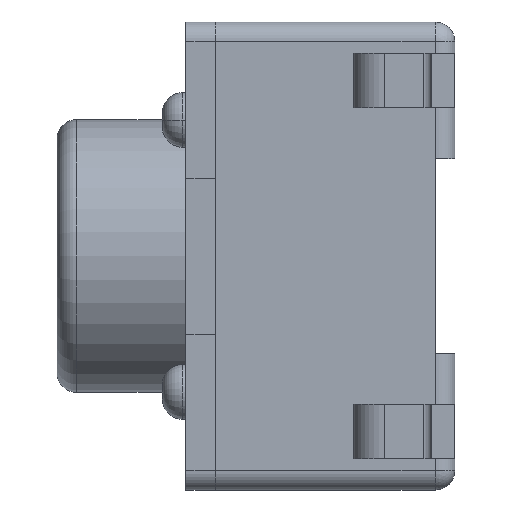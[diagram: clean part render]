
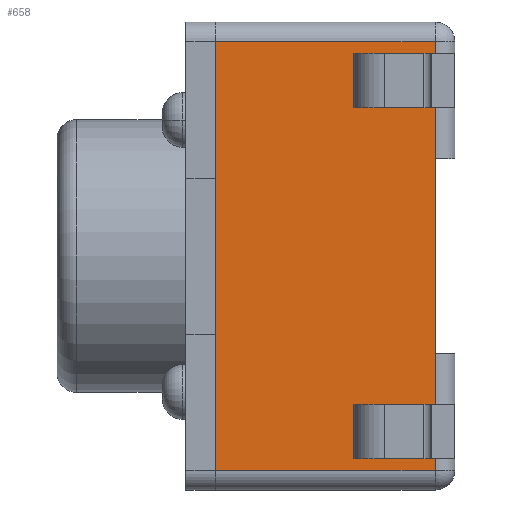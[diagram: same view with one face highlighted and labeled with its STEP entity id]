
A CAD part, left-side view. The second image highlights one B-rep face of the part: STEP entity #658.
In plain terms, the highlighted planar face has unit normal (-1, 0, 0).
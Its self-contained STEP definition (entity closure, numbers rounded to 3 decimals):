
#152 = VERTEX_POINT ( 'NONE', #854 ) ;
#227 = DIRECTION ( 'NONE',  ( 0., 1., 0. ) ) ;
#236 = AXIS2_PLACEMENT_3D ( 'NONE', #2644, #4362, #1318 ) ;
#330 = CARTESIAN_POINT ( 'NONE',  ( -3., 0.254, 1.25 ) ) ;
#459 = ORIENTED_EDGE ( 'NONE', *, *, #2809, .T. ) ;
#464 = LINE ( 'NONE', #3518, #3594 ) ;
#565 = CARTESIAN_POINT ( 'NONE',  ( -3., 0.254, 3. ) ) ;
#647 = CARTESIAN_POINT ( 'NONE',  ( -3., 0.254, -1.25 ) ) ;
#658 = ADVANCED_FACE ( 'NONE', ( #3071 ), #3364, .F. ) ;
#835 = VECTOR ( 'NONE', #2618, 1000. ) ;
#854 = CARTESIAN_POINT ( 'NONE',  ( -3., 0.254, -2.746 ) ) ;
#901 = CARTESIAN_POINT ( 'NONE',  ( -3., 0.254, 3. ) ) ;
#1014 = ORIENTED_EDGE ( 'NONE', *, *, #2234, .F. ) ;
#1118 = DIRECTION ( 'NONE',  ( 0., 0., 1. ) ) ;
#1276 = CARTESIAN_POINT ( 'NONE',  ( -3., 3.069, 2.746 ) ) ;
#1318 = DIRECTION ( 'NONE',  ( 0., 0., -1. ) ) ;
#1321 = LINE ( 'NONE', #2018, #2154 ) ;
#1365 = VECTOR ( 'NONE', #3559, 1000. ) ;
#1466 = ORIENTED_EDGE ( 'NONE', *, *, #2394, .T. ) ;
#1541 = CARTESIAN_POINT ( 'NONE',  ( -3., 0.254, 3. ) ) ;
#1678 = LINE ( 'NONE', #2918, #3904 ) ;
#1939 = DIRECTION ( 'NONE',  ( 0., 0., -1. ) ) ;
#2018 = CARTESIAN_POINT ( 'NONE',  ( -3., 3.45, -2.746 ) ) ;
#2110 = ORIENTED_EDGE ( 'NONE', *, *, #4299, .T. ) ;
#2154 = VECTOR ( 'NONE', #2404, 1000. ) ;
#2225 = CARTESIAN_POINT ( 'NONE',  ( -3., 0.254, 2.746 ) ) ;
#2234 = EDGE_CURVE ( 'NONE', #2643, #2556, #464, .T. ) ;
#2394 = EDGE_CURVE ( 'NONE', #152, #2945, #3170, .T. ) ;
#2404 = DIRECTION ( 'NONE',  ( 0., -1., 0. ) ) ;
#2513 = EDGE_CURVE ( 'NONE', #2865, #2556, #1678, .T. ) ;
#2556 = VERTEX_POINT ( 'NONE', #1276 ) ;
#2559 = ORIENTED_EDGE ( 'NONE', *, *, #3579, .F. ) ;
#2618 = DIRECTION ( 'NONE',  ( 0., 0., 1. ) ) ;
#2643 = VERTEX_POINT ( 'NONE', #4016 ) ;
#2644 = CARTESIAN_POINT ( 'NONE',  ( -3., 3.45, 3. ) ) ;
#2809 = EDGE_CURVE ( 'NONE', #3004, #2865, #3172, .T. ) ;
#2865 = VERTEX_POINT ( 'NONE', #2225 ) ;
#2918 = CARTESIAN_POINT ( 'NONE',  ( -3., 3.45, 2.746 ) ) ;
#2945 = VERTEX_POINT ( 'NONE', #647 ) ;
#2983 = LINE ( 'NONE', #901, #3576 ) ;
#3004 = VERTEX_POINT ( 'NONE', #330 ) ;
#3071 = FACE_OUTER_BOUND ( 'NONE', #4008, .T. ) ;
#3170 = LINE ( 'NONE', #1541, #1365 ) ;
#3172 = LINE ( 'NONE', #565, #835 ) ;
#3364 = PLANE ( 'NONE',  #236 ) ;
#3518 = CARTESIAN_POINT ( 'NONE',  ( -3., 3.069, -3. ) ) ;
#3559 = DIRECTION ( 'NONE',  ( 0., 0., 1. ) ) ;
#3576 = VECTOR ( 'NONE', #1939, 1000. ) ;
#3579 = EDGE_CURVE ( 'NONE', #3004, #2945, #2983, .T. ) ;
#3594 = VECTOR ( 'NONE', #1118, 1000. ) ;
#3904 = VECTOR ( 'NONE', #227, 1000. ) ;
#4008 = EDGE_LOOP ( 'NONE', ( #1466, #2559, #459, #4169, #1014, #2110 ) ) ;
#4016 = CARTESIAN_POINT ( 'NONE',  ( -3., 3.069, -2.746 ) ) ;
#4169 = ORIENTED_EDGE ( 'NONE', *, *, #2513, .T. ) ;
#4299 = EDGE_CURVE ( 'NONE', #2643, #152, #1321, .T. ) ;
#4362 = DIRECTION ( 'NONE',  ( 1., 0., 0. ) ) ;
